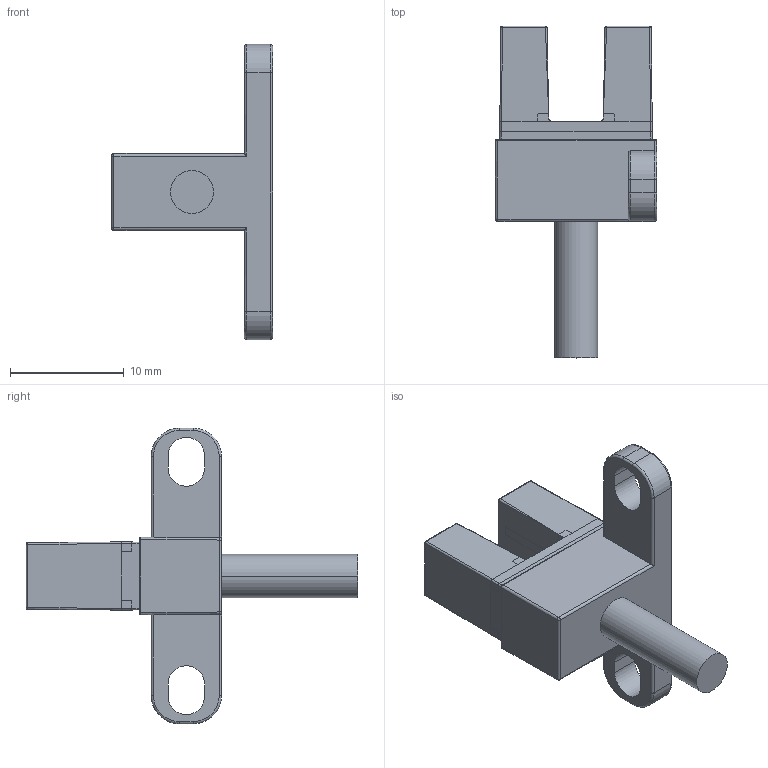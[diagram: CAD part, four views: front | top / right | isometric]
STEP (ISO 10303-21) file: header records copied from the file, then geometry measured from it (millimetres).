
FILE_DESCRIPTION((''),'2;1');
FILE_NAME('240179_SM01_ASM','2024-06-04T10:54:27',('banengservice'),('BANNER ENGINEERING'),'CREO PARAMETRIC BY PTC INC, 2022414','CREO PARAMETRIC BY PTC INC, 2022414','');
FILE_SCHEMA(('CONFIG_CONTROL_DESIGN'));
Length unit declared in the file: millimetre
Products named in the file (2): 240179_EP01; 240179_SM01_ASM
Assembly tree (1 placements, depth 2):
  240179_SM01_ASM
    240179_EP01
Bounding box: 14.2 x 29.2 x 26 mm (x, y, z)
Volume: 1567.4 mm3; surface area: 1757.2 mm2
Topology: 1 solids, 2 shells, 441 faces, 1130 edges, 693 vertices
Faces by surface type: plane 344, cylinder 68, sphere 9, bspline 8, torus 8, cone 4
Entity records: 13669 total; most frequent: CARTESIAN_POINT 3152, ORIENTED_EDGE 2252, DIRECTION 1992, EDGE_CURVE 1126, VECTOR 966, LINE 966, VERTEX_POINT 693, AXIS2_PLACEMENT_3D 513
